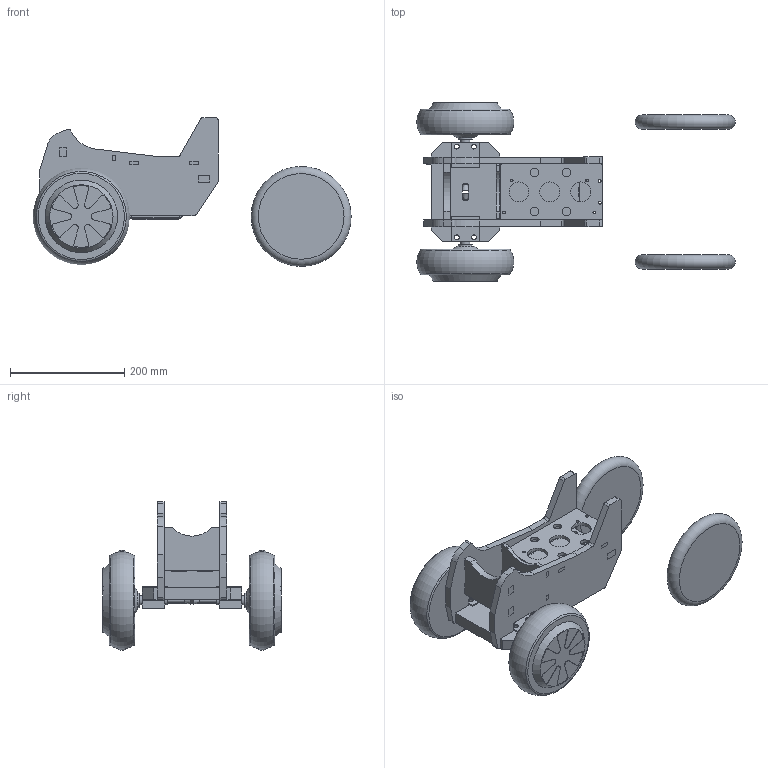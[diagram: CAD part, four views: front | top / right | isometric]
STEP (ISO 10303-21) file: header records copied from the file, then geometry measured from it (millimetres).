
FILE_DESCRIPTION(/* description */ (''),/* implementation_level */ '2;1');
FILE_NAME(/* name */ 'MB_BobbyCar.step',/* time_stamp */ '2021-08-03T22:58:11+02:00',/* author */ ('Lars-Ole'),/* organization */ (''),/* preprocessor_version */ 'ST-DEVELOPER v18.1',/* originating_system */ 'Autodesk Inventor 2021',/* authorisation */ '');
FILE_SCHEMA (('AUTOMOTIVE_DESIGN { 1 0 10303 214 3 1 1 }'));
Length unit declared in the file: millimetre
Products named in the file (15): MB_BobbyCar; Volumenkörper1; Volumenkörper2; Kabel; Spannbloecke; Motorplatte; Spannbleche; Haupttraeger; Mittelstrebe; Controllerplatte; Akku; Akkubefestigung; RaederVorne; QuerstrebeHinten; BobbyCarCuttedSize
Assembly tree (14 placements, depth 2):
  MB_BobbyCar
    Volumenkörper1
    Volumenkörper2
    Kabel
    Spannbloecke
    Motorplatte
    Spannbleche
    Haupttraeger
    Mittelstrebe
    Controllerplatte
    Akku
    Akkubefestigung
    RaederVorne
    QuerstrebeHinten
    BobbyCarCuttedSize
Bounding box: 557.37 x 312 x 260.5 mm (x, y, z)
Volume: 4910239.2 mm3; surface area: 694261.9 mm2
Topology: 21 solids, 21 shells, 610 faces, 1682 edges, 1127 vertices
Faces by surface type: plane 370, cylinder 210, torus 16, cone 8, sphere 6
Full cylindrical faces by diameter (mm): 5 x6, 6 x2, 6.5 x4, 8 x2, 8.5 x24, 15 x4, 16 x4, 25 x2, 35 x3
Entity records: 20745 total; most frequent: CARTESIAN_POINT 3541, DIRECTION 3467, ORIENTED_EDGE 3364, EDGE_CURVE 1682, AXIS2_PLACEMENT_3D 1157, LINE 1153, VECTOR 1153, VERTEX_POINT 1127
